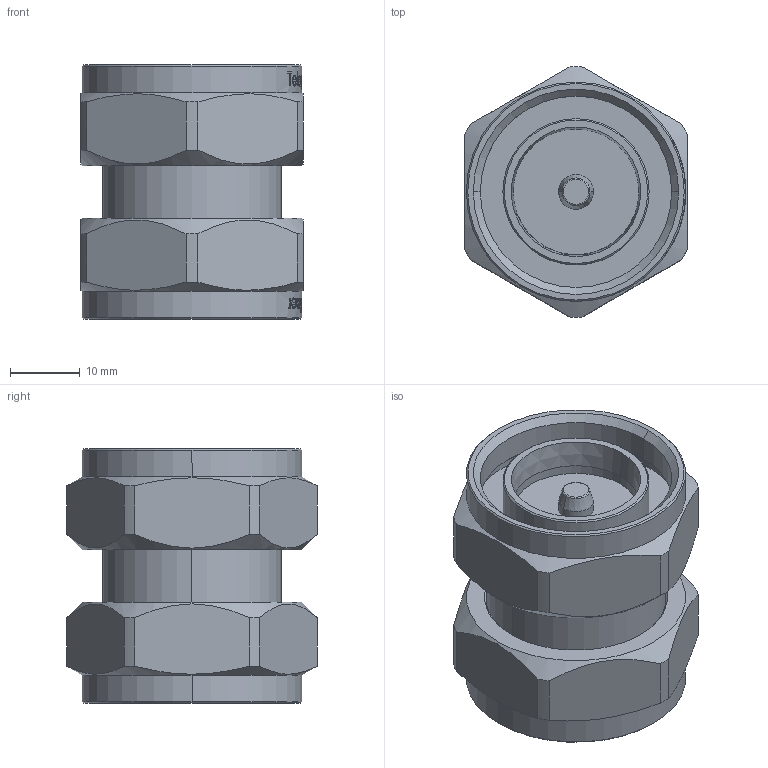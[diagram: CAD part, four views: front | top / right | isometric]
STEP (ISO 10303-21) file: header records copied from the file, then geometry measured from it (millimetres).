
FILE_DESCRIPTION (( 'STEP AP214' ), '1' );
FILE_NAME ('J01123B0000.STEP', '2010-09-01T13:50:47', ( 'markiewicz' ), ( '' ), 'SwSTEP 2.0', 'SolidWorks 2010', '' );
FILE_SCHEMA (( 'AUTOMOTIVE_DESIGN' ));
Length unit declared in the file: millimetre
Products named in the file (1): J01123B0000
Bounding box: 32 x 36 x 36.5 mm (x, y, z)
Volume: 21191.2 mm3; surface area: 8845.5 mm2
Topology: 1 solids, 1 shells, 432 faces, 1116 edges, 728 vertices
Faces by surface type: bspline 156, plane 150, cylinder 82, cone 40, torus 4
Entity records: 23880 total; most frequent: CARTESIAN_POINT 9655, ORIENTED_EDGE 2232, DIRECTION 1526, EDGE_CURVE 1116, VERTEX_POINT 728, AXIS2_PLACEMENT_3D 513, LINE 500, VECTOR 500
